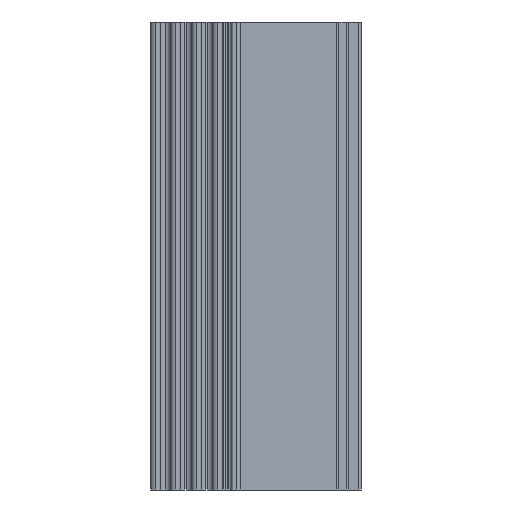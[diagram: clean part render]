
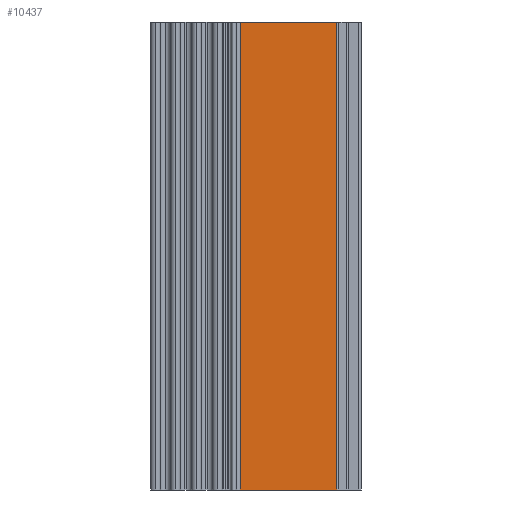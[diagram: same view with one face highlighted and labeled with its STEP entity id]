
A CAD part, left-side view. The second image highlights one B-rep face of the part: STEP entity #10437.
In plain terms, the highlighted planar face has unit normal (-1, 0, 0).
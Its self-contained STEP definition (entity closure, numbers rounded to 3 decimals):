
#918 = ORIENTED_EDGE ( 'NONE', *, *, #5963, .T. ) ;
#1024 = VECTOR ( 'NONE', #7021, 1000. ) ;
#1059 = LINE ( 'NONE', #4261, #2832 ) ;
#2832 = VECTOR ( 'NONE', #7314, 1000. ) ;
#3101 = EDGE_CURVE ( 'NONE', #3527, #7909, #5005, .T. ) ;
#3146 = CARTESIAN_POINT ( 'NONE',  ( -6., 5.207, 0. ) ) ;
#3372 = CARTESIAN_POINT ( 'NONE',  ( -6., 25.898, 100. ) ) ;
#3527 = VERTEX_POINT ( 'NONE', #3146 ) ;
#3647 = DIRECTION ( 'NONE',  ( 0., 0., -1. ) ) ;
#3779 = CARTESIAN_POINT ( 'NONE',  ( -6., 25.898, 100. ) ) ;
#4261 = CARTESIAN_POINT ( 'NONE',  ( -6., 5., 100. ) ) ;
#4781 = CARTESIAN_POINT ( 'NONE',  ( -6., 5., 100. ) ) ;
#4847 = PLANE ( 'NONE',  #5082 ) ;
#5005 = LINE ( 'NONE', #8053, #12460 ) ;
#5082 = AXIS2_PLACEMENT_3D ( 'NONE', #4781, #12878, #8777 ) ;
#5885 = ORIENTED_EDGE ( 'NONE', *, *, #9815, .F. ) ;
#5963 = EDGE_CURVE ( 'NONE', #6993, #3527, #12111, .T. ) ;
#6796 = LINE ( 'NONE', #3779, #10978 ) ;
#6899 = EDGE_LOOP ( 'NONE', ( #918, #8329, #5885, #13123 ) ) ;
#6993 = VERTEX_POINT ( 'NONE', #8891 ) ;
#7021 = DIRECTION ( 'NONE',  ( 0., -1., 0. ) ) ;
#7053 = DIRECTION ( 'NONE',  ( 0., 0., 1. ) ) ;
#7314 = DIRECTION ( 'NONE',  ( 0., -1., 0. ) ) ;
#7880 = CARTESIAN_POINT ( 'NONE',  ( -6., 5., 0. ) ) ;
#7900 = FACE_OUTER_BOUND ( 'NONE', #6899, .T. ) ;
#7909 = VERTEX_POINT ( 'NONE', #12150 ) ;
#8053 = CARTESIAN_POINT ( 'NONE',  ( -6., 5.207, 100. ) ) ;
#8329 = ORIENTED_EDGE ( 'NONE', *, *, #3101, .T. ) ;
#8752 = EDGE_CURVE ( 'NONE', #11442, #6993, #6796, .T. ) ;
#8777 = DIRECTION ( 'NONE',  ( 0., 0., -1. ) ) ;
#8891 = CARTESIAN_POINT ( 'NONE',  ( -6., 25.898, 0. ) ) ;
#9815 = EDGE_CURVE ( 'NONE', #11442, #7909, #1059, .T. ) ;
#10437 = ADVANCED_FACE ( 'NONE', ( #7900 ), #4847, .F. ) ;
#10978 = VECTOR ( 'NONE', #3647, 1000. ) ;
#11442 = VERTEX_POINT ( 'NONE', #3372 ) ;
#12111 = LINE ( 'NONE', #7880, #1024 ) ;
#12150 = CARTESIAN_POINT ( 'NONE',  ( -6., 5.207, 100. ) ) ;
#12460 = VECTOR ( 'NONE', #7053, 1000. ) ;
#12878 = DIRECTION ( 'NONE',  ( 1., 0., 0. ) ) ;
#13123 = ORIENTED_EDGE ( 'NONE', *, *, #8752, .T. ) ;
